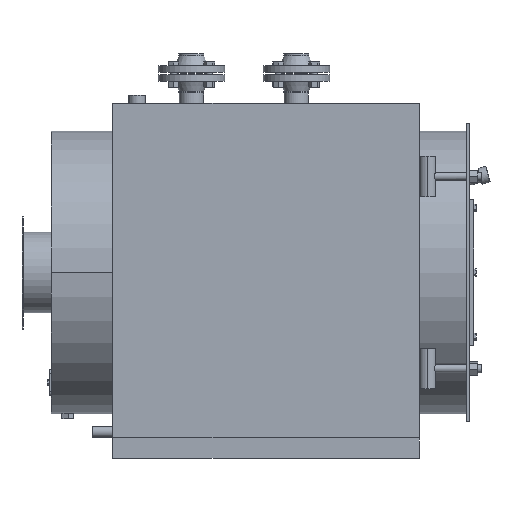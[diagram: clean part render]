
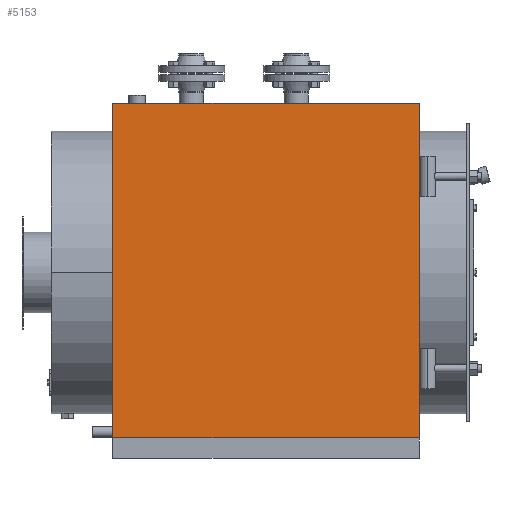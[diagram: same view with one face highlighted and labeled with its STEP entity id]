
A CAD part, left-side view. The second image highlights one B-rep face of the part: STEP entity #5153.
In plain terms, the highlighted planar face has unit normal (-1, 0, 0).
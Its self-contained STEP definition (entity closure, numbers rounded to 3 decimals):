
#369=PLANE('',#5690);
#630=FACE_OUTER_BOUND('',#982,.T.);
#982=EDGE_LOOP('',(#4401,#4402,#4403,#4404));
#1345=LINE('',#7573,#1824);
#1652=LINE('',#8509,#2131);
#1654=LINE('',#8514,#2133);
#1665=LINE('',#8533,#2144);
#1824=VECTOR('',#6042,10.);
#2131=VECTOR('',#6803,10.);
#2133=VECTOR('',#6809,10.);
#2144=VECTOR('',#6824,10.);
#2329=VERTEX_POINT('',#7570);
#2330=VERTEX_POINT('',#7572);
#2588=VERTEX_POINT('',#8508);
#2589=VERTEX_POINT('',#8513);
#2815=EDGE_CURVE('',#2329,#2330,#1345,.T.);
#3201=EDGE_CURVE('',#2330,#2588,#1652,.T.);
#3203=EDGE_CURVE('',#2589,#2588,#1654,.T.);
#3215=EDGE_CURVE('',#2329,#2589,#1665,.T.);
#4401=ORIENTED_EDGE('',*,*,#3215,.T.);
#4402=ORIENTED_EDGE('',*,*,#3203,.T.);
#4403=ORIENTED_EDGE('',*,*,#3201,.F.);
#4404=ORIENTED_EDGE('',*,*,#2815,.F.);
#5153=ADVANCED_FACE('',(#630),#369,.T.);
#5690=AXIS2_PLACEMENT_3D('',#8554,#6857,#6858);
#6042=DIRECTION('',(0.,1.,0.));
#6803=DIRECTION('',(0.,0.,1.));
#6809=DIRECTION('',(0.,1.,0.));
#6824=DIRECTION('',(0.,0.,1.));
#6857=DIRECTION('center_axis',(-1.,0.,0.));
#6858=DIRECTION('ref_axis',(0.,0.,1.));
#7570=CARTESIAN_POINT('',(-790.,50.,-760.));
#7572=CARTESIAN_POINT('',(-790.,880.,-760.));
#7573=CARTESIAN_POINT('',(-790.,0.,-760.));
#8508=CARTESIAN_POINT('',(-790.,880.,0.));
#8509=CARTESIAN_POINT('',(-790.,880.,-760.));
#8513=CARTESIAN_POINT('',(-790.,50.,0.));
#8514=CARTESIAN_POINT('',(-790.,0.,0.));
#8533=CARTESIAN_POINT('',(-790.,50.,-760.));
#8554=CARTESIAN_POINT('Origin',(-790.,0.,-760.));
